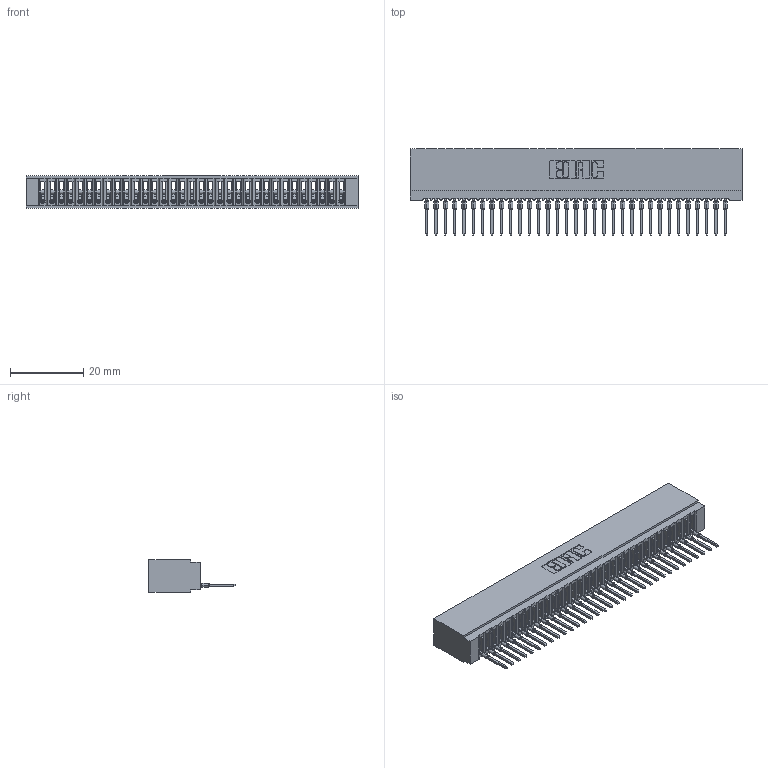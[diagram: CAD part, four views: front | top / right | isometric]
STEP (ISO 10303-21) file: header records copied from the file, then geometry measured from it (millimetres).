
FILE_DESCRIPTION (( 'STEP AP203' ), '1' );
FILE_NAME ('725-033-522-101.STEP', '2026-03-05T22:01:42', ( '' ), ( '' ), 'SwSTEP 2.0', 'SolidWorks 2023', '' );
FILE_SCHEMA (( 'CONFIG_CONTROL_DESIGN' ));
Length unit declared in the file: millimetre
Products named in the file (3): 725 Part_Insulator Option - 01; 725-033-522-101; 745-292-001_522
Assembly tree (34 placements, depth 2):
  725-033-522-101
    725 Part_Insulator Option - 01
    745-292-001_522  x33
Bounding box: 90.42 x 23.51 x 8.89 mm (x, y, z)
Volume: 6927.7 mm3; surface area: 13257.2 mm2
Topology: 34 solids, 34 shells, 3791 faces, 10418 edges, 6570 vertices
Faces by surface type: plane 2266, cylinder 667, bspline 660, torus 198
Entity records: 55693 total; most frequent: CARTESIAN_POINT 10314, ORIENTED_EDGE 9764, DIRECTION 8474, EDGE_CURVE 4882, LINE 4502, VECTOR 4502, VERTEX_POINT 3114, AXIS2_PLACEMENT_3D 1986
